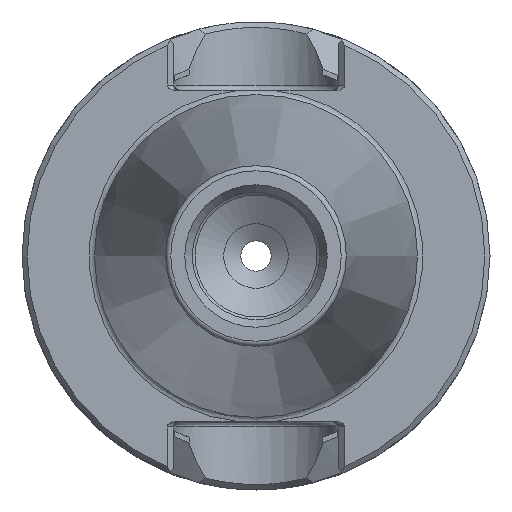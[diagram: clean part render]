
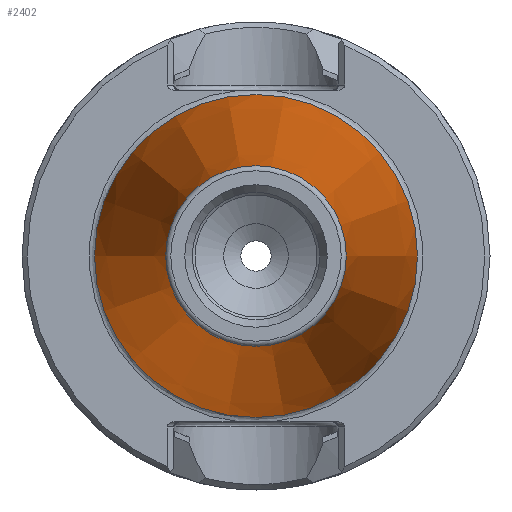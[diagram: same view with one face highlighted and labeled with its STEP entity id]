
A CAD part, left-side view. The second image highlights one B-rep face of the part: STEP entity #2402.
In plain terms, the highlighted conical face has half-angle 8.297 degrees and reference radius 12.345 mm.
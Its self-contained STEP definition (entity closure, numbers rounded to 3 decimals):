
#2197=CARTESIAN_POINT('',(0.0,15.875,0.0));
#2198=VERTEX_POINT('',#2197);
#2199=CARTESIAN_POINT('',(0.0,0.0,0.0));
#2200=DIRECTION('',(1.0,0.0,0.0));
#2201=DIRECTION('',(0.0,1.0,0.0));
#2202=AXIS2_PLACEMENT_3D('',#2199,#2200,#2201);
#2203=CIRCLE('',#2202,15.875);
#2204=EDGE_CURVE('',#2198,#2198,#2203,.T.);
#2367=CARTESIAN_POINT('',(-47.978,8.878,0.));
#2368=VERTEX_POINT('',#2367);
#2369=CARTESIAN_POINT('',(-47.978,0.0,0.));
#2370=DIRECTION('',(-1.0,0.0,0.0));
#2371=DIRECTION('',(0.0,-1.0,0.0));
#2372=AXIS2_PLACEMENT_3D('',#2369,#2370,#2371);
#2373=CIRCLE('',#2372,8.878);
#2374=EDGE_CURVE('',#2368,#2368,#2373,.T.);
#2391=CARTESIAN_POINT('',(-24.206,0.0,0.0));
#2392=DIRECTION('',(1.0,0.0,0.0));
#2393=DIRECTION('',(0.0,1.0,0.0));
#2394=AXIS2_PLACEMENT_3D('',#2391,#2392,#2393);
#2395=CONICAL_SURFACE('',#2394,12.345,8.297);
#2396=ORIENTED_EDGE('',*,*,#2204,.F.);
#2397=EDGE_LOOP('',(#2396));
#2398=FACE_OUTER_BOUND('',#2397,.T.);
#2399=ORIENTED_EDGE('',*,*,#2374,.F.);
#2400=EDGE_LOOP('',(#2399));
#2401=FACE_BOUND('',#2400,.T.);
#2402=ADVANCED_FACE('',(#2398,#2401),#2395,.T.);
